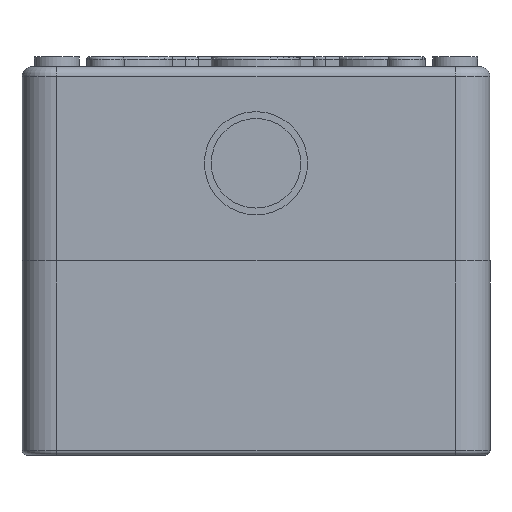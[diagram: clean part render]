
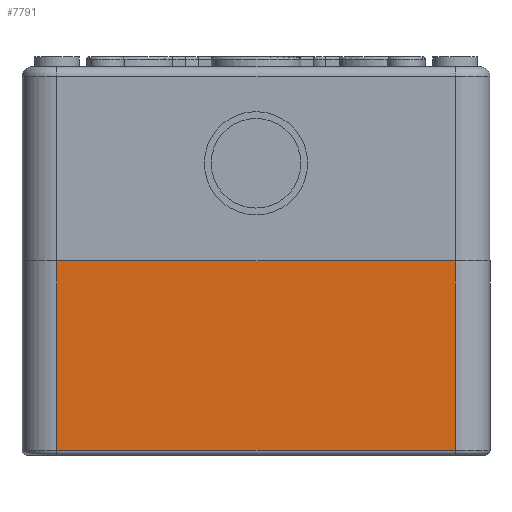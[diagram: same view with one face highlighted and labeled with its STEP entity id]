
A CAD part, front view. The second image highlights one B-rep face of the part: STEP entity #7791.
In plain terms, the highlighted face is planar.
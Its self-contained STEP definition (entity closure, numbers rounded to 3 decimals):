
#457=LINE('',#13735,#929);
#509=LINE('',#13946,#981);
#512=LINE('',#13963,#984);
#514=LINE('',#13966,#986);
#929=VECTOR('',#11081,80.);
#981=VECTOR('',#11307,80.);
#984=VECTOR('',#11330,38.);
#986=VECTOR('',#11334,38.);
#1220=PLANE('',#8830);
#1884=FACE_OUTER_BOUND('',#2540,.T.);
#2540=EDGE_LOOP('',(#6897,#6898,#6899,#6900));
#3767=VERTEX_POINT('',#13732);
#3768=VERTEX_POINT('',#13734);
#3835=VERTEX_POINT('',#13930);
#3839=VERTEX_POINT('',#13942);
#4778=EDGE_CURVE('',#3768,#3767,#457,.T.);
#4879=EDGE_CURVE('',#3835,#3839,#509,.T.);
#4888=EDGE_CURVE('',#3839,#3767,#512,.T.);
#4890=EDGE_CURVE('',#3835,#3768,#514,.T.);
#6897=ORIENTED_EDGE('',*,*,#4879,.F.);
#6898=ORIENTED_EDGE('',*,*,#4890,.T.);
#6899=ORIENTED_EDGE('',*,*,#4778,.T.);
#6900=ORIENTED_EDGE('',*,*,#4888,.F.);
#7791=ADVANCED_FACE('',(#1884),#1220,.T.);
#8830=AXIS2_PLACEMENT_3D('',#13965,#11332,#11333);
#11081=DIRECTION('',(1.,0.,0.));
#11307=DIRECTION('',(1.,0.,0.));
#11330=DIRECTION('',(0.,0.,1.));
#11332=DIRECTION('center_axis',(0.,1.,0.));
#11333=DIRECTION('ref_axis',(0.,0.,1.));
#11334=DIRECTION('',(0.,0.,1.));
#13732=CARTESIAN_POINT('',(76.359,-8.18,39.));
#13734=CARTESIAN_POINT('',(-3.641,-8.18,39.));
#13735=CARTESIAN_POINT('',(-3.641,-8.18,39.));
#13930=CARTESIAN_POINT('',(-3.641,-8.18,1.));
#13942=CARTESIAN_POINT('',(76.359,-8.18,1.));
#13946=CARTESIAN_POINT('',(16.359,-8.18,1.));
#13963=CARTESIAN_POINT('',(76.359,-8.18,0.));
#13965=CARTESIAN_POINT('Origin',(-3.641,-8.18,0.));
#13966=CARTESIAN_POINT('',(-3.641,-8.18,0.));
